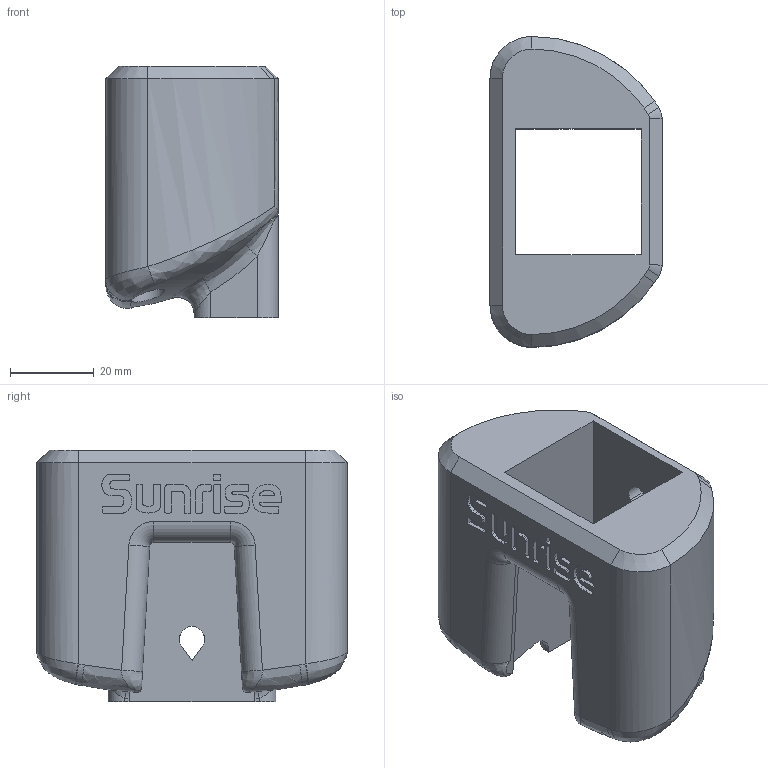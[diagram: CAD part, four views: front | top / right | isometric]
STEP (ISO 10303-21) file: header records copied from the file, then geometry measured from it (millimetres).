
FILE_DESCRIPTION(('FreeCAD Model'),'2;1');
FILE_NAME('upperZhold.step','2015-07-24T18:54:25',('Author'),(''), 'Open CASCADE STEP processor 6.8','FreeCAD','Unknown');
FILE_SCHEMA(('AUTOMOTIVE_DESIGN_CC2 { 1 2 10303 214 -1 1 5 4 }'));
Length unit declared in the file: millimetre
Products named in the file (1): upperZhold
Bounding box: 41 x 74 x 60 mm (x, y, z)
Volume: 82923.1 mm3; surface area: 22505.2 mm2
Topology: 1 solids, 1 shells, 292 faces, 839 edges, 555 vertices
Faces by surface type: extrusion 159, plane 82, bspline 30, cylinder 15, revolution 2, cone 2, torus 2
Full cylindrical faces by diameter (mm): 8 x2
Entity records: 32286 total; most frequent: CARTESIAN_POINT 17375, DIRECTION 2004, VECTOR 1719, ORIENTED_EDGE 1674, PCURVE 1674, DEFINITIONAL_REPRESENTATION 1674, LINE 1560, B_SPLINE_CURVE_WITH_KNOTS 986
